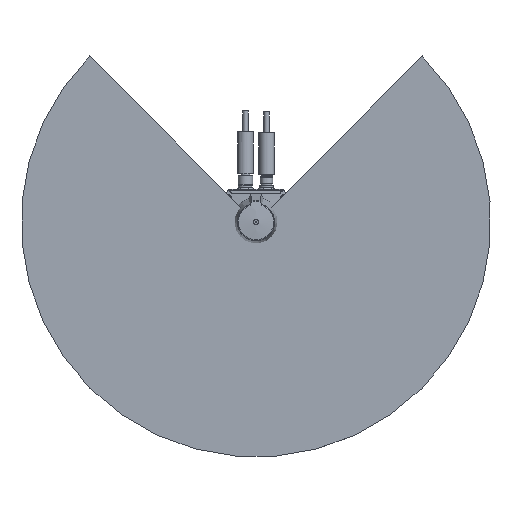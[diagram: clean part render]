
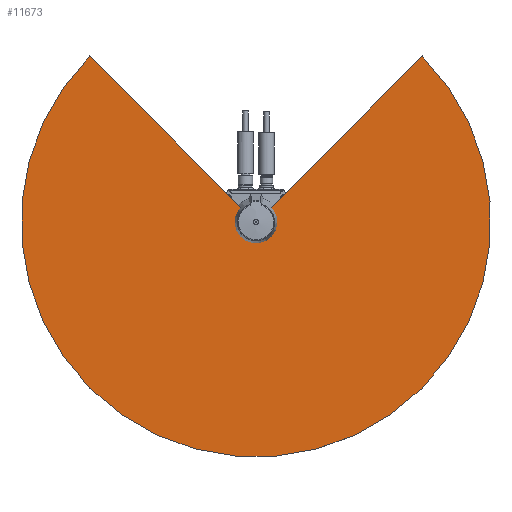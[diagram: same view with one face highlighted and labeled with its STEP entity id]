
A CAD part, top view. The second image highlights one B-rep face of the part: STEP entity #11673.
In plain terms, the highlighted planar face has unit normal (0, 0, 1).
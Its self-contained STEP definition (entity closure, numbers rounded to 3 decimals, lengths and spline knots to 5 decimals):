
#295=LINE('',#23470,#978);
#299=LINE('',#23478,#982);
#978=VECTOR('',#17587,1.);
#982=VECTOR('',#17593,1.);
#2728=PLANE('',#16191);
#3188=ORIENTED_EDGE('',*,*,#6493,.F.);
#3189=ORIENTED_EDGE('',*,*,#6497,.T.);
#3190=ORIENTED_EDGE('',*,*,#6499,.T.);
#6493=EDGE_CURVE('',#8176,#8177,#295,.T.);
#6497=EDGE_CURVE('',#8176,#8179,#299,.T.);
#6499=EDGE_CURVE('',#8179,#8177,#9284,.T.);
#8176=VERTEX_POINT('',#23469);
#8177=VERTEX_POINT('',#23471);
#8179=VERTEX_POINT('',#23477);
#9284=CIRCLE('',#16190,0.2286);
#9868=EDGE_LOOP('',(#3188,#3189,#3190));
#10654=FACE_BOUND('',#9868,.T.);
#11673=ADVANCED_FACE('',(#10654),#2728,.T.);
#16190=AXIS2_PLACEMENT_3D('',#23481,#17598,#17599);
#16191=AXIS2_PLACEMENT_3D('',#23482,#17600,#17601);
#17587=DIRECTION('',(0.707,0.707,0.));
#17593=DIRECTION('',(-0.707,0.707,0.));
#17598=DIRECTION('',(0.,0.,1.));
#17599=DIRECTION('',(1.,0.,0.));
#17600=DIRECTION('',(0.,0.,1.));
#17601=DIRECTION('',(1.,0.,0.));
#23469=CARTESIAN_POINT('',(0.,0.,
0.00318));
#23470=CARTESIAN_POINT('',(0.08082,0.08082,0.00318));
#23471=CARTESIAN_POINT('',(0.16164,0.16164,0.00318));
#23477=CARTESIAN_POINT('',(-0.16164,0.16164,0.00318));
#23478=CARTESIAN_POINT('',(-0.08082,0.08082,0.00318));
#23481=CARTESIAN_POINT('',(0.,0.,0.00318));
#23482=CARTESIAN_POINT('',(0.,-0.03348,0.00318));
